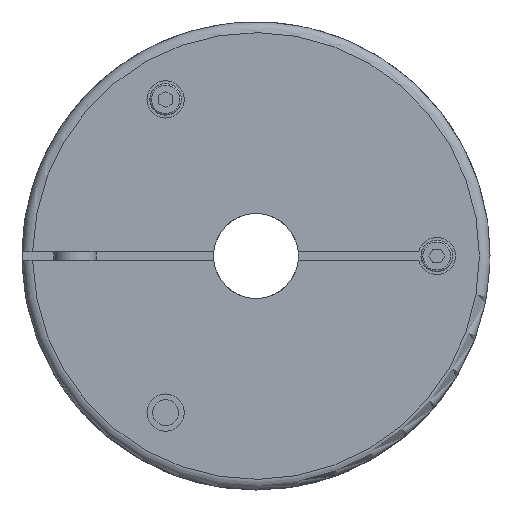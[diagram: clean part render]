
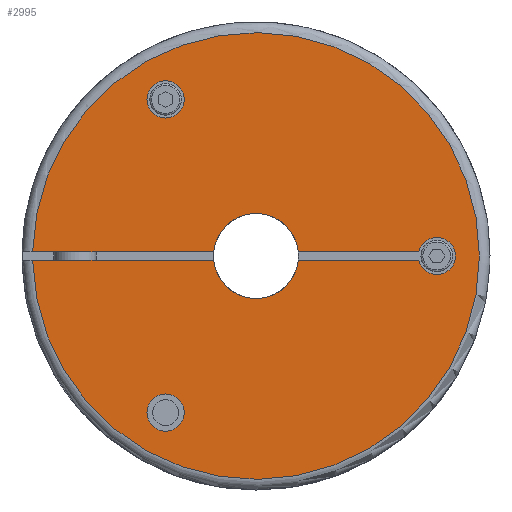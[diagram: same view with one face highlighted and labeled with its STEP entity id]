
A CAD part, left-side view. The second image highlights one B-rep face of the part: STEP entity #2995.
In plain terms, the highlighted planar face has unit normal (-1, 0, 0).
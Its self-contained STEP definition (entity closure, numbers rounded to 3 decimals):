
#152=LINE('',#4524,#382);
#153=LINE('',#4529,#383);
#154=LINE('',#4533,#384);
#155=LINE('',#4537,#385);
#382=VECTOR('',#3598,1000.);
#383=VECTOR('',#3601,1000.);
#384=VECTOR('',#3604,1000.);
#385=VECTOR('',#3607,1000.);
#612=ORIENTED_EDGE('',*,*,#1404,.T.);
#613=ORIENTED_EDGE('',*,*,#1405,.T.);
#614=ORIENTED_EDGE('',*,*,#1406,.T.);
#615=ORIENTED_EDGE('',*,*,#1407,.T.);
#616=ORIENTED_EDGE('',*,*,#1408,.T.);
#617=ORIENTED_EDGE('',*,*,#1409,.T.);
#618=ORIENTED_EDGE('',*,*,#1410,.T.);
#619=ORIENTED_EDGE('',*,*,#1411,.F.);
#620=ORIENTED_EDGE('',*,*,#1412,.T.);
#621=ORIENTED_EDGE('',*,*,#1413,.T.);
#1404=EDGE_CURVE('',#1800,#1800,#2096,.T.);
#1405=EDGE_CURVE('',#1801,#1801,#2097,.T.);
#1406=EDGE_CURVE('',#1802,#1803,#152,.T.);
#1407=EDGE_CURVE('',#1803,#1804,#2098,.T.);
#1408=EDGE_CURVE('',#1804,#1805,#153,.T.);
#1409=EDGE_CURVE('',#1805,#1806,#2099,.T.);
#1410=EDGE_CURVE('',#1806,#1807,#154,.T.);
#1411=EDGE_CURVE('',#1808,#1807,#2100,.T.);
#1412=EDGE_CURVE('',#1808,#1809,#155,.T.);
#1413=EDGE_CURVE('',#1809,#1802,#2101,.T.);
#1800=VERTEX_POINT('',#4521);
#1801=VERTEX_POINT('',#4523);
#1802=VERTEX_POINT('',#4525);
#1803=VERTEX_POINT('',#4526);
#1804=VERTEX_POINT('',#4528);
#1805=VERTEX_POINT('',#4530);
#1806=VERTEX_POINT('',#4532);
#1807=VERTEX_POINT('',#4534);
#1808=VERTEX_POINT('',#4536);
#1809=VERTEX_POINT('',#4538);
#2096=CIRCLE('',#3243,1.75);
#2097=CIRCLE('',#3244,1.75);
#2098=CIRCLE('',#3245,1.75);
#2099=CIRCLE('',#3246,4.);
#2100=CIRCLE('',#3247,21.);
#2101=CIRCLE('',#3248,4.);
#2234=EDGE_LOOP('',(#612));
#2235=EDGE_LOOP('',(#613));
#2236=EDGE_LOOP('',(#614,#615,#616,#617,#618,#619,#620,#621));
#2552=FACE_BOUND('',#2234,.T.);
#2553=FACE_BOUND('',#2235,.T.);
#2554=FACE_BOUND('',#2236,.T.);
#2870=PLANE('',#3242);
#2995=ADVANCED_FACE('',(#2552,#2553,#2554),#2870,.F.);
#3242=AXIS2_PLACEMENT_3D('',#4519,#3592,#3593);
#3243=AXIS2_PLACEMENT_3D('',#4520,#3594,#3595);
#3244=AXIS2_PLACEMENT_3D('',#4522,#3596,#3597);
#3245=AXIS2_PLACEMENT_3D('',#4527,#3599,#3600);
#3246=AXIS2_PLACEMENT_3D('',#4531,#3602,#3603);
#3247=AXIS2_PLACEMENT_3D('',#4535,#3605,#3606);
#3248=AXIS2_PLACEMENT_3D('',#4539,#3608,#3609);
#3592=DIRECTION('',(1.,0.,0.));
#3593=DIRECTION('',(0.,0.,-1.));
#3594=DIRECTION('',(1.,0.,0.));
#3595=DIRECTION('',(0.,0.,-1.));
#3596=DIRECTION('',(1.,0.,0.));
#3597=DIRECTION('',(0.,0.,-1.));
#3598=DIRECTION('',(0.,-1.,0.));
#3599=DIRECTION('',(1.,0.,0.));
#3600=DIRECTION('',(0.,0.,-1.));
#3601=DIRECTION('',(0.,1.,0.));
#3602=DIRECTION('',(1.,0.,0.));
#3603=DIRECTION('',(0.,0.,-1.));
#3604=DIRECTION('',(0.,1.,0.));
#3605=DIRECTION('',(1.,0.,0.));
#3606=DIRECTION('',(0.,0.,-1.));
#3607=DIRECTION('',(0.,-1.,0.));
#3608=DIRECTION('',(1.,0.,0.));
#3609=DIRECTION('',(0.,0.,-1.));
#4519=CARTESIAN_POINT('',(0.,0.,0.));
#4520=CARTESIAN_POINT('',(0.,8.5,-14.722));
#4521=CARTESIAN_POINT('',(0.,8.5,-16.472));
#4522=CARTESIAN_POINT('',(0.,8.5,14.722));
#4523=CARTESIAN_POINT('',(0.,8.5,12.972));
#4524=CARTESIAN_POINT('',(0.,0.,0.4));
#4525=CARTESIAN_POINT('',(0.,-3.98,0.4));
#4526=CARTESIAN_POINT('',(0.,-15.296,0.4));
#4527=CARTESIAN_POINT('',(0.,-17.,0.));
#4528=CARTESIAN_POINT('',(0.,-15.296,-0.4));
#4529=CARTESIAN_POINT('',(0.,-15.425,-0.4));
#4530=CARTESIAN_POINT('',(0.,-3.98,-0.4));
#4531=CARTESIAN_POINT('',(0.,0.,0.));
#4532=CARTESIAN_POINT('',(0.,3.98,-0.4));
#4533=CARTESIAN_POINT('',(0.,0.,-0.4));
#4534=CARTESIAN_POINT('',(0.,20.996,-0.4));
#4535=CARTESIAN_POINT('',(0.,0.,0.));
#4536=CARTESIAN_POINT('',(0.,20.996,0.4));
#4537=CARTESIAN_POINT('',(0.,22.,0.4));
#4538=CARTESIAN_POINT('',(0.,3.98,0.4));
#4539=CARTESIAN_POINT('',(0.,0.,0.));
